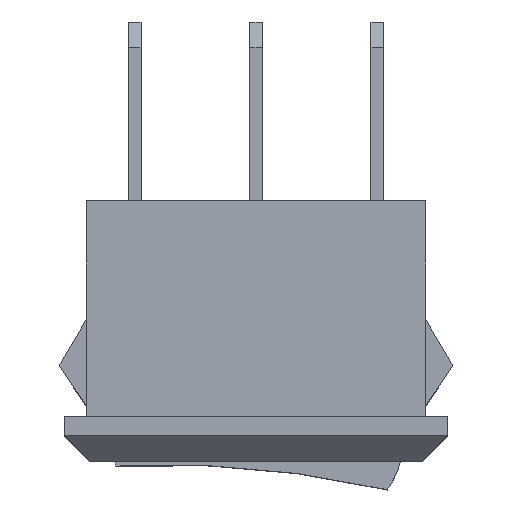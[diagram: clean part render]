
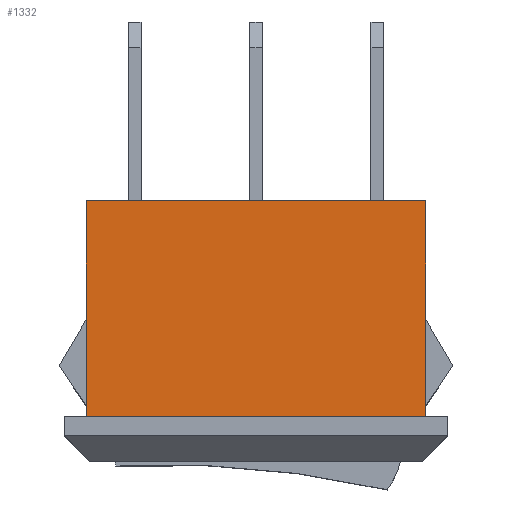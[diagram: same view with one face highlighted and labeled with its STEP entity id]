
A CAD part, top view. The second image highlights one B-rep face of the part: STEP entity #1332.
In plain terms, the highlighted face is planar.
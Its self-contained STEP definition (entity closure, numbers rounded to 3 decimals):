
#98=PLANE('',#1438);
#168=FACE_OUTER_BOUND('',#250,.T.);
#250=EDGE_LOOP('',(#1186,#1187,#1188,#1189));
#320=LINE('',#1995,#478);
#414=LINE('',#2187,#572);
#415=LINE('',#2190,#573);
#416=LINE('',#2191,#574);
#478=VECTOR('',#1587,10.);
#572=VECTOR('',#1753,10.);
#573=VECTOR('',#1756,10.);
#574=VECTOR('',#1757,10.);
#634=VERTEX_POINT('',#1988);
#637=VERTEX_POINT('',#1993);
#698=VERTEX_POINT('',#2183);
#700=VERTEX_POINT('',#2189);
#774=EDGE_CURVE('',#637,#634,#320,.T.);
#868=EDGE_CURVE('',#698,#634,#414,.T.);
#869=EDGE_CURVE('',#700,#698,#415,.T.);
#870=EDGE_CURVE('',#700,#637,#416,.T.);
#1186=ORIENTED_EDGE('',*,*,#869,.T.);
#1187=ORIENTED_EDGE('',*,*,#868,.T.);
#1188=ORIENTED_EDGE('',*,*,#774,.F.);
#1189=ORIENTED_EDGE('',*,*,#870,.F.);
#1332=ADVANCED_FACE('',(#168),#98,.T.);
#1438=AXIS2_PLACEMENT_3D('',#2188,#1754,#1755);
#1587=DIRECTION('',(-1.,0.,0.));
#1753=DIRECTION('',(0.,1.,0.));
#1754=DIRECTION('center_axis',(0.,0.,-1.));
#1755=DIRECTION('ref_axis',(-1.,0.,0.));
#1756=DIRECTION('',(-1.,0.,0.));
#1757=DIRECTION('',(0.,1.,0.));
#1988=CARTESIAN_POINT('',(-6.65,8.45,-4.35));
#1993=CARTESIAN_POINT('',(6.65,8.45,-4.35));
#1995=CARTESIAN_POINT('',(6.65,8.45,-4.35));
#2183=CARTESIAN_POINT('',(-6.65,0.,-4.35));
#2187=CARTESIAN_POINT('',(-6.65,0.,-4.35));
#2188=CARTESIAN_POINT('Origin',(6.65,0.,-4.35));
#2189=CARTESIAN_POINT('',(6.65,0.,-4.35));
#2190=CARTESIAN_POINT('',(6.65,0.,-4.35));
#2191=CARTESIAN_POINT('',(6.65,0.,-4.35));
